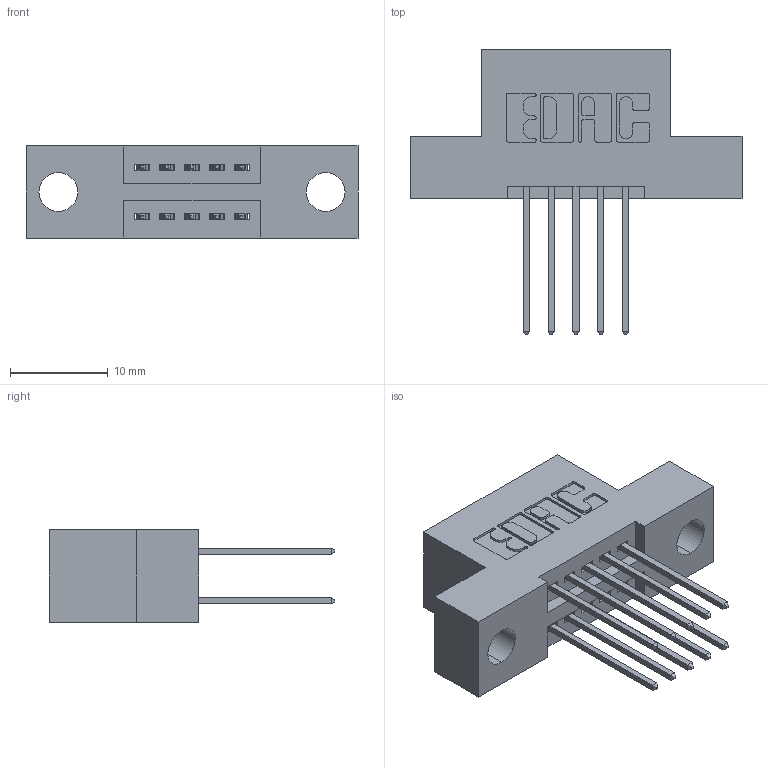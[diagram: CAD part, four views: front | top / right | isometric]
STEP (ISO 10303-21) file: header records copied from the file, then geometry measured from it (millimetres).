
FILE_DESCRIPTION (( 'STEP AP203' ), '1' );
FILE_NAME ('395-010-540-204.STEP', '2018-10-24T05:01:52', ( '' ), ( '' ), 'SwSTEP 2.0', 'SolidWorks 2016', '' );
FILE_SCHEMA (( 'CONFIG_CONTROL_DESIGN' ));
Length unit declared in the file: inch
Products named in the file (3): 345-292-001_345-293-140; 345 Part_Flush Mounting Lugs - 0.156 Dia-TH; 395-010-540-204
Assembly tree (11 placements, depth 2):
  395-010-540-204
    345 Part_Flush Mounting Lugs - 0.156 Dia-TH
    345-292-001_345-293-140  x10
Bounding box: 33.91 x 29.13 x 9.4 mm (x, y, z)
Volume: 2900.6 mm3; surface area: 3562 mm2
Topology: 11 solids, 11 shells, 626 faces, 1831 edges, 1206 vertices
Faces by surface type: plane 410, cylinder 216
Entity records: 8925 total; most frequent: CARTESIAN_POINT 1532, ORIENTED_EDGE 1466, DIRECTION 1397, EDGE_CURVE 733, LINE 581, VECTOR 581, VERTEX_POINT 486, AXIS2_PLACEMENT_3D 408
